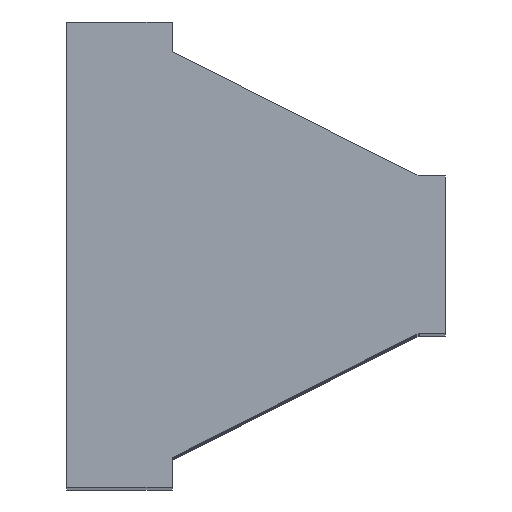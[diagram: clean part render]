
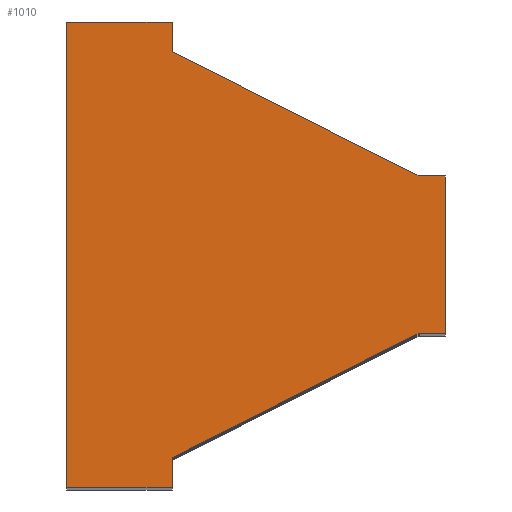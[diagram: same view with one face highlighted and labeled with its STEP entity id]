
A CAD part, top view. The second image highlights one B-rep face of the part: STEP entity #1010.
In plain terms, the highlighted planar face has unit normal (0, 0, 1).
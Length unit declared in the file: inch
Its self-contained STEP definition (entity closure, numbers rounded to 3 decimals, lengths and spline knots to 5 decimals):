
#74=FACE_OUTER_BOUND('',#134,.T.);
#134=EDGE_LOOP('',(#872,#873,#874,#875,#876,#877,#878,#879,#880,#881));
#156=LINE('',#1391,#290);
#170=LINE('',#1424,#304);
#175=LINE('',#1433,#309);
#220=LINE('',#1514,#354);
#221=LINE('',#1517,#355);
#224=LINE('',#1522,#358);
#228=LINE('',#1532,#362);
#234=LINE('',#1544,#368);
#264=LINE('',#1608,#398);
#271=LINE('',#1624,#405);
#290=VECTOR('',#1124,0.3937);
#304=VECTOR('',#1146,0.3937);
#309=VECTOR('',#1153,0.3937);
#354=VECTOR('',#1222,0.3937);
#355=VECTOR('',#1225,0.3937);
#358=VECTOR('',#1230,0.3937);
#362=VECTOR('',#1240,0.3937);
#368=VECTOR('',#1248,0.3937);
#398=VECTOR('',#1318,0.3937);
#405=VECTOR('',#1339,0.3937);
#422=VERTEX_POINT('',#1385);
#424=VERTEX_POINT('',#1389);
#437=VERTEX_POINT('',#1420);
#439=VERTEX_POINT('',#1423);
#442=VERTEX_POINT('',#1431);
#466=VERTEX_POINT('',#1512);
#467=VERTEX_POINT('',#1516);
#471=VERTEX_POINT('',#1531);
#475=VERTEX_POINT('',#1541);
#476=VERTEX_POINT('',#1543);
#508=EDGE_CURVE('',#422,#424,#156,.T.);
#522=EDGE_CURVE('',#437,#439,#170,.T.);
#527=EDGE_CURVE('',#442,#424,#175,.T.);
#572=EDGE_CURVE('',#437,#466,#220,.T.);
#573=EDGE_CURVE('',#422,#467,#221,.T.);
#576=EDGE_CURVE('',#467,#466,#224,.T.);
#582=EDGE_CURVE('',#439,#471,#228,.T.);
#588=EDGE_CURVE('',#475,#476,#234,.T.);
#620=EDGE_CURVE('',#471,#475,#264,.T.);
#627=EDGE_CURVE('',#476,#442,#271,.T.);
#872=ORIENTED_EDGE('',*,*,#588,.F.);
#873=ORIENTED_EDGE('',*,*,#620,.F.);
#874=ORIENTED_EDGE('',*,*,#582,.F.);
#875=ORIENTED_EDGE('',*,*,#522,.F.);
#876=ORIENTED_EDGE('',*,*,#572,.T.);
#877=ORIENTED_EDGE('',*,*,#576,.F.);
#878=ORIENTED_EDGE('',*,*,#573,.F.);
#879=ORIENTED_EDGE('',*,*,#508,.T.);
#880=ORIENTED_EDGE('',*,*,#527,.F.);
#881=ORIENTED_EDGE('',*,*,#627,.F.);
#956=PLANE('',#1092);
#1010=ADVANCED_FACE('',(#74),#956,.T.);
#1092=AXIS2_PLACEMENT_3D('',#1623,#1337,#1338);
#1124=DIRECTION('',(-0.893,0.45,0.));
#1146=DIRECTION('',(-0.893,-0.45,0.));
#1153=DIRECTION('',(0.,-1.,0.));
#1222=DIRECTION('',(1.,0.,0.));
#1225=DIRECTION('',(1.,0.,0.));
#1230=DIRECTION('',(0.,-1.,0.));
#1240=DIRECTION('',(0.,-1.,0.));
#1248=DIRECTION('',(0.,1.,0.));
#1318=DIRECTION('',(-1.,0.,0.));
#1337=DIRECTION('center_axis',(0.,0.,1.));
#1338=DIRECTION('ref_axis',(0.,-1.,0.));
#1339=DIRECTION('',(1.,0.,0.));
#1385=CARTESIAN_POINT('',(0.96,0.18625,0.411));
#1389=CARTESIAN_POINT('',(0.375,0.481,0.411));
#1391=CARTESIAN_POINT('',(0.96,0.18625,0.411));
#1420=CARTESIAN_POINT('',(0.96,-0.18625,0.411));
#1423=CARTESIAN_POINT('',(0.375,-0.481,0.411));
#1424=CARTESIAN_POINT('',(0.96,-0.18625,0.411));
#1431=CARTESIAN_POINT('',(0.375,0.55116,0.411));
#1433=CARTESIAN_POINT('',(0.375,0.55116,0.411));
#1512=CARTESIAN_POINT('',(1.0225,-0.18625,0.411));
#1514=CARTESIAN_POINT('',(0.96,-0.18625,0.411));
#1516=CARTESIAN_POINT('',(1.0225,0.18625,0.411));
#1517=CARTESIAN_POINT('',(0.96,0.18625,0.411));
#1522=CARTESIAN_POINT('',(1.0225,0.55116,0.411));
#1531=CARTESIAN_POINT('',(0.375,-0.55116,0.411));
#1532=CARTESIAN_POINT('',(0.375,0.55116,0.411));
#1541=CARTESIAN_POINT('',(0.125,-0.55116,0.411));
#1543=CARTESIAN_POINT('',(0.125,0.55116,0.411));
#1544=CARTESIAN_POINT('',(0.125,0.2,0.411));
#1608=CARTESIAN_POINT('',(0.25,-0.55116,0.411));
#1623=CARTESIAN_POINT('Origin',(0.25,0.55116,0.411));
#1624=CARTESIAN_POINT('',(0.25,0.55116,0.411));
